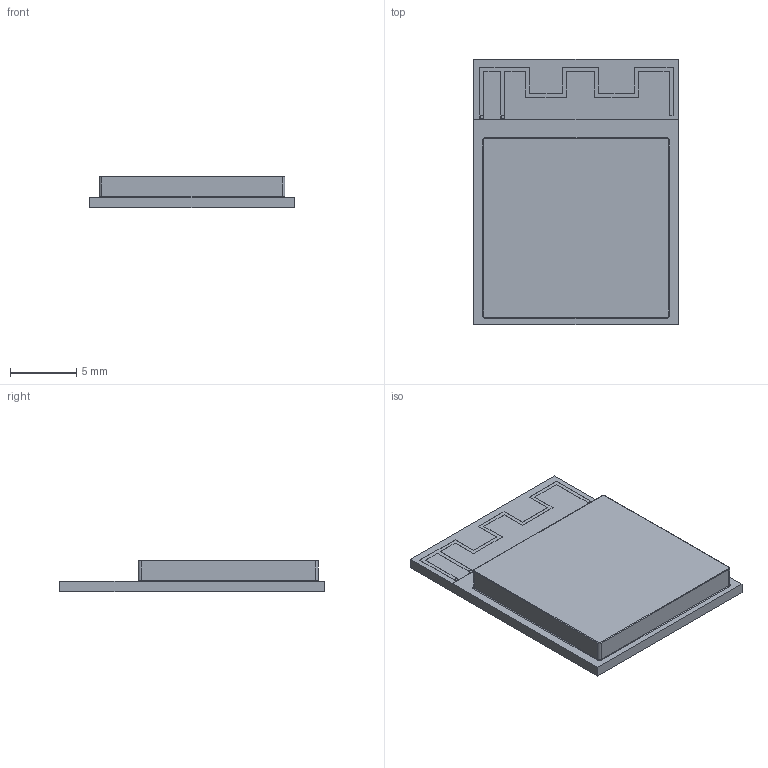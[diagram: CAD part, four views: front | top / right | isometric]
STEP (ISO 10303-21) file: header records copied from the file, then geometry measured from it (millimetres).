
FILE_DESCRIPTION(/* description */ ('Unknown'),/* implementation_level */ '2;1');
FILE_NAME(/* name */ 'ESP32-S2-MINI-2-N4R2',/* time_stamp */ '2023-08-03T14:31:12+02:00',/* author */ ('Unknown'),/* organization */ ('Unknown'),/* preprocessor_version */ 'ST-DEVELOPER v18.102',/* originating_system */ 'Solid Edge',/* authorisation */ 'Unknown');
FILE_SCHEMA (('AUTOMOTIVE_DESIGN {1 0 10303 214 3 1 1}'));
Length unit declared in the file: millimetre
Products named in the file (1): ESP32-S2-MINI-2-N4R2
Bounding box: 15.4 x 20 x 2.41 mm (x, y, z)
Volume: 548.7 mm3; surface area: 760.3 mm2
Topology: 1 solids, 1 shells, 429 faces, 1045 edges, 694 vertices
Faces by surface type: plane 411, cylinder 14, torus 4
Full cylindrical faces by diameter (mm): 0.287 x2
Entity records: 15346 total; most frequent: CARTESIAN_POINT 2191, ORIENTED_EDGE 2086, DIRECTION 1919, EDGE_CURVE 1043, LINE 1011, VECTOR 1011, VERTEX_POINT 694, EDGE_LOOP 507
